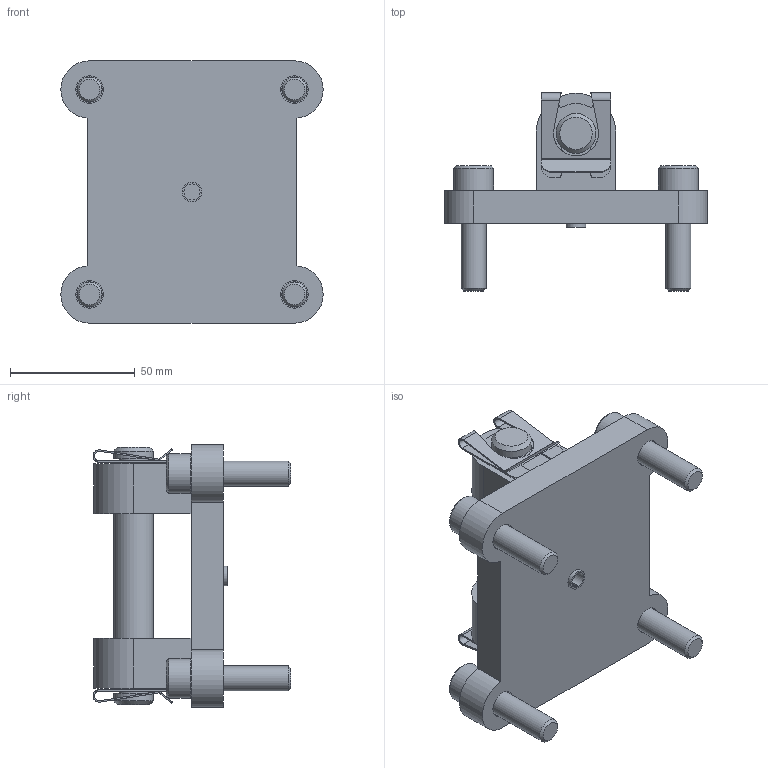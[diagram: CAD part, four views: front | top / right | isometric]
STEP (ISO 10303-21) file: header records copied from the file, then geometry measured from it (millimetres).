
FILE_DESCRIPTION(/* description */ ('STEP AP214'),/* implementation_level */ '2;1');
FILE_NAME(/* name */ '157326_SUA-80',/* time_stamp */ '2024-09-15T14:42:17+02:00',/* author */ ('License CC BY-ND 4.0'),/* organization */ ('CADENAS'),/* preprocessor_version */ 'ST-DEVELOPER v19.3',/* originating_system */ 'PARTsolutions',/* authorisation */ ' ');
FILE_SCHEMA (('AUTOMOTIVE_DESIGN {1 0 10303 214 3 1 1}'));
Length unit declared in the file: millimetre
Products named in the file (6): 157326 SUA-80; 157326 SUA-80---(F); 369045 BZ-16-091,0-AA (103); 209822 16 SXN 08 VERZINKT:SL; DIN-912 - M10x40(F); Clamping pin DIN 7346 8x10
Assembly tree (9 placements, depth 2):
  157326 SUA-80
    157326 SUA-80---(F)
    369045 BZ-16-091,0-AA (103)
    209822 16 SXN 08 VERZINKT:SL  x2
    DIN-912 - M10x40(F)  x4
    Clamping pin DIN 7346 8x10
Bounding box: 104.98 x 79.2 x 105 mm (x, y, z)
Volume: 197512.1 mm3; surface area: 54575.7 mm2
Topology: 9 solids, 9 shells, 224 faces, 505 edges, 306 vertices
Faces by surface type: plane 115, cylinder 62, cone 47
Full cylindrical faces by diameter (mm): 8 x1, 10 x4, 11 x4, 12 x2, 16 x9
Entity records: 3193 total; most frequent: DIRECTION 556, CARTESIAN_POINT 534, ORIENTED_EDGE 458, EDGE_CURVE 229, AXIS2_PLACEMENT_3D 215, VERTEX_POINT 159, FACE_BOUND 150, EDGE_LOOP 149
